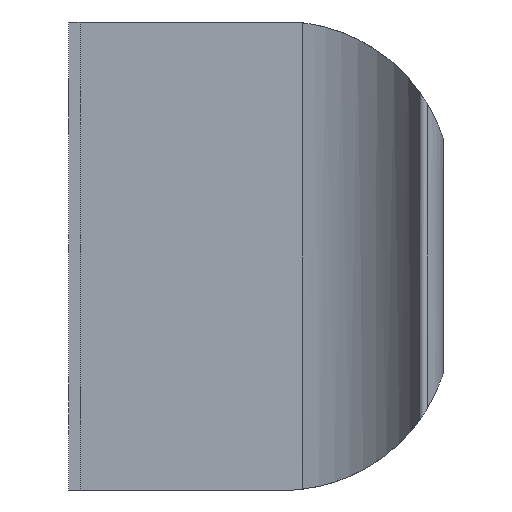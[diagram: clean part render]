
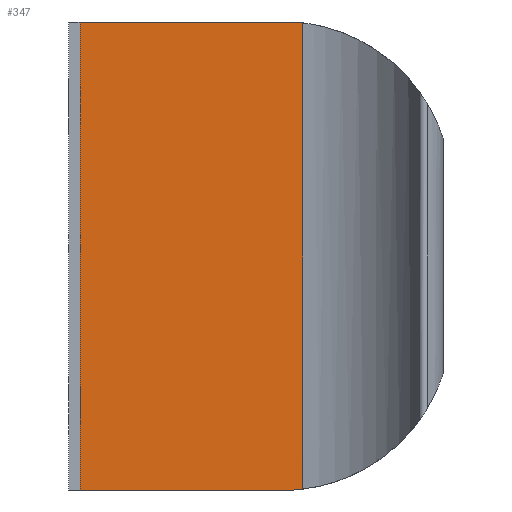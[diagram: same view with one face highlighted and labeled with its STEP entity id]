
A CAD part, front view. The second image highlights one B-rep face of the part: STEP entity #347.
In plain terms, the highlighted planar face has unit normal (0, -1, 0).
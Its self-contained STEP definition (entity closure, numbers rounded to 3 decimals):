
#42=PLANE('',#400);
#57=FACE_OUTER_BOUND('',#77,.T.);
#77=EDGE_LOOP('',(#293,#294,#295,#296,#297,#298));
#97=LINE('',#694,#123);
#103=LINE('',#703,#129);
#104=LINE('',#706,#130);
#105=LINE('',#707,#131);
#123=VECTOR('',#460,10.);
#129=VECTOR('',#470,10.);
#130=VECTOR('',#473,10.);
#131=VECTOR('',#474,10.);
#147=CIRCLE('',#392,18.);
#150=CIRCLE('',#396,18.);
#169=VERTEX_POINT('',#591);
#170=VERTEX_POINT('',#606);
#175=VERTEX_POINT('',#632);
#176=VERTEX_POINT('',#634);
#181=VERTEX_POINT('',#693);
#183=VERTEX_POINT('',#705);
#207=EDGE_CURVE('',#170,#169,#147,.T.);
#213=EDGE_CURVE('',#176,#175,#150,.T.);
#219=EDGE_CURVE('',#181,#170,#97,.T.);
#225=EDGE_CURVE('',#169,#176,#103,.T.);
#226=EDGE_CURVE('',#183,#175,#104,.T.);
#227=EDGE_CURVE('',#181,#183,#105,.T.);
#293=ORIENTED_EDGE('',*,*,#207,.T.);
#294=ORIENTED_EDGE('',*,*,#225,.T.);
#295=ORIENTED_EDGE('',*,*,#213,.T.);
#296=ORIENTED_EDGE('',*,*,#226,.F.);
#297=ORIENTED_EDGE('',*,*,#227,.F.);
#298=ORIENTED_EDGE('',*,*,#219,.T.);
#347=ADVANCED_FACE('',(#57),#42,.T.);
#392=AXIS2_PLACEMENT_3D('',#607,#446,#447);
#396=AXIS2_PLACEMENT_3D('',#635,#456,#457);
#400=AXIS2_PLACEMENT_3D('',#704,#471,#472);
#446=DIRECTION('center_axis',(0.,-1.,0.));
#447=DIRECTION('ref_axis',(-0.953,0.,0.304));
#456=DIRECTION('center_axis',(0.,-1.,0.));
#457=DIRECTION('ref_axis',(-0.064,0.,-0.998));
#460=DIRECTION('',(1.,0.,0.));
#470=DIRECTION('',(0.,0.,1.));
#471=DIRECTION('center_axis',(0.,-1.,0.));
#472=DIRECTION('ref_axis',(1.,0.,0.));
#473=DIRECTION('',(1.,0.,0.));
#474=DIRECTION('',(0.,0.,1.));
#591=CARTESIAN_POINT('',(25.,15.8,0.092));
#606=CARTESIAN_POINT('',(24.,15.8,0.));
#607=CARTESIAN_POINT('Origin',(22.85,15.8,17.963));
#632=CARTESIAN_POINT('',(24.,15.8,50.));
#634=CARTESIAN_POINT('',(25.,15.8,49.908));
#635=CARTESIAN_POINT('Origin',(22.85,15.8,32.037));
#693=CARTESIAN_POINT('',(1.2,15.8,0.));
#694=CARTESIAN_POINT('',(1.2,15.8,0.));
#703=CARTESIAN_POINT('',(25.,15.8,0.));
#704=CARTESIAN_POINT('Origin',(1.2,15.8,0.));
#705=CARTESIAN_POINT('',(1.2,15.8,50.));
#706=CARTESIAN_POINT('',(1.2,15.8,50.));
#707=CARTESIAN_POINT('',(1.2,15.8,0.));
